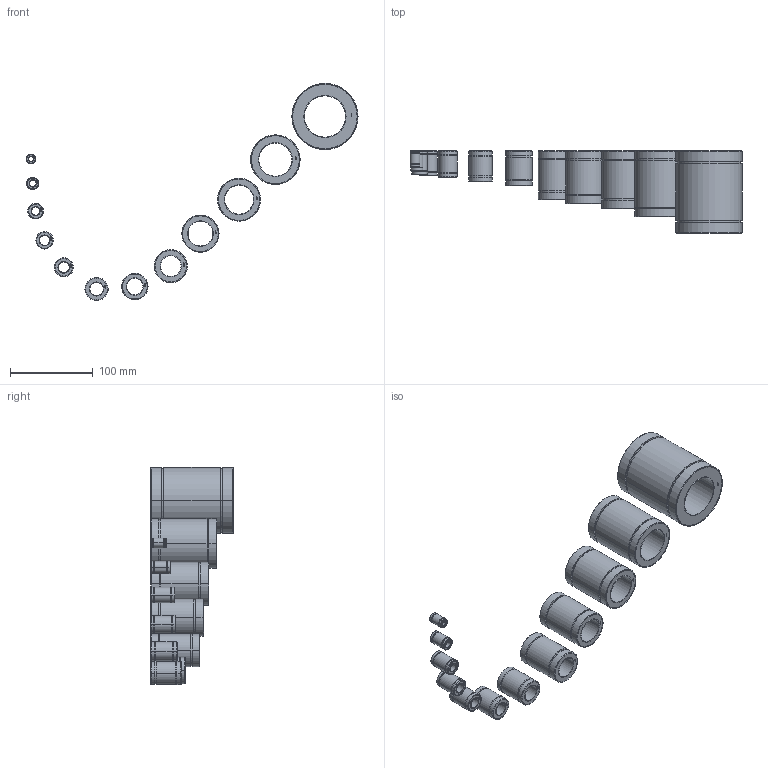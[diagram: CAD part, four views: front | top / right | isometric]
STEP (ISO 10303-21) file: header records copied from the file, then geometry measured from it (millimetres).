
FILE_DESCRIPTION (( 'STEP AP203' ), '1' );
FILE_NAME ('bearings overview.STEP', '2016-12-23T18:33:05', ( '' ), ( '' ), 'SwSTEP 2.0', 'SolidWorks 2016', '' );
FILE_SCHEMA (( 'CONFIG_CONTROL_DESIGN' ));
Length unit declared in the file: millimetre
Products named in the file (13): Lineare_bearing_LMUU_serie_LM6UU; bearings overview; Lineare_bearing_LMUU_serie_LM35UU; Lineare_bearing_LMUU_serie_LM16UU; Lineare_bearing_LMUU_serie_LM40UU; Lineare_bearing_LMUU_serie_LM25UU; Lineare_bearing_LMUU_serie_LM10UU; Lineare_bearing_LMUU_serie_LM8UU; Lineare_bearing_LMUU_serie_LM13UU; Lineare_bearing_LMUU_serie_LM50UU; Lineare_bearing_LMUU_serie_LM30UU; Lineare_bearing_LMUU_serie_LM12UU; Lineare_bearing_LMUU_serie_LM20UU
Assembly tree (12 placements, depth 2):
  bearings overview
    Lineare_bearing_LMUU_serie_LM6UU
    Lineare_bearing_LMUU_serie_LM8UU
    Lineare_bearing_LMUU_serie_LM10UU
    Lineare_bearing_LMUU_serie_LM12UU
    Lineare_bearing_LMUU_serie_LM13UU
    Lineare_bearing_LMUU_serie_LM16UU
    Lineare_bearing_LMUU_serie_LM20UU
    Lineare_bearing_LMUU_serie_LM25UU
    Lineare_bearing_LMUU_serie_LM30UU
    Lineare_bearing_LMUU_serie_LM35UU
    Lineare_bearing_LMUU_serie_LM50UU
    Lineare_bearing_LMUU_serie_LM40UU
Bounding box: 401.46 x 100 x 262.62 mm (x, y, z)
Volume: 663649.5 mm3; surface area: 161828.2 mm2
Topology: 12 solids, 12 shells, 488 faces, 1608 edges, 1320 vertices
Faces by surface type: cylinder 240, plane 200, cone 48
Entity records: 23939 total; most frequent: CARTESIAN_POINT 7859, ORIENTED_EDGE 3216, DIRECTION 2810, EDGE_CURVE 1608, VERTEX_POINT 1320, AXIS2_PLACEMENT_3D 1031, VECTOR 748, LINE 748
